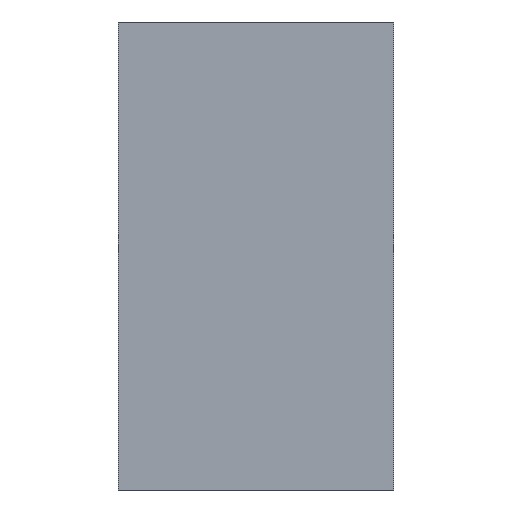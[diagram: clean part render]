
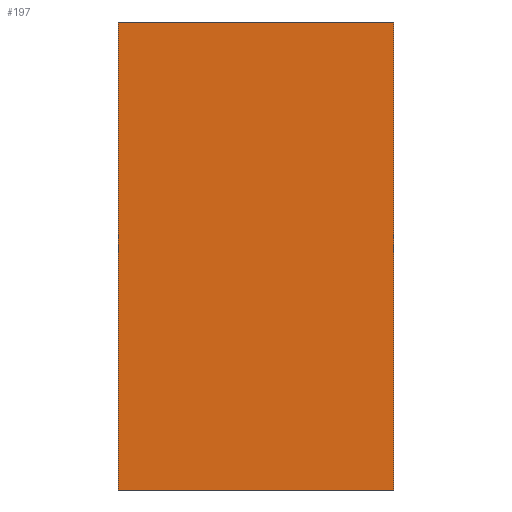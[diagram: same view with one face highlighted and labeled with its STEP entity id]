
A CAD part, front view. The second image highlights one B-rep face of the part: STEP entity #197.
In plain terms, the highlighted planar face has unit normal (0, -1, 0).
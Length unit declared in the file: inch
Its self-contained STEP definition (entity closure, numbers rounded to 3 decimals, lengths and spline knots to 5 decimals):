
#27=FACE_OUTER_BOUND('',#38,.T.);
#38=EDGE_LOOP('',(#156,#157,#158,#159));
#59=LINE('',#303,#83);
#60=LINE('',#306,#84);
#61=LINE('',#308,#85);
#62=LINE('',#309,#86);
#83=VECTOR('',#246,2.125);
#84=VECTOR('',#249,1.25);
#85=VECTOR('',#250,1.25);
#86=VECTOR('',#251,2.125);
#101=VERTEX_POINT('',#297);
#103=VERTEX_POINT('',#301);
#104=VERTEX_POINT('',#305);
#105=VERTEX_POINT('',#307);
#123=EDGE_CURVE('',#101,#103,#59,.T.);
#124=EDGE_CURVE('',#101,#104,#60,.T.);
#125=EDGE_CURVE('',#105,#103,#61,.T.);
#126=EDGE_CURVE('',#104,#105,#62,.T.);
#156=ORIENTED_EDGE('',*,*,#124,.F.);
#157=ORIENTED_EDGE('',*,*,#123,.T.);
#158=ORIENTED_EDGE('',*,*,#125,.F.);
#159=ORIENTED_EDGE('',*,*,#126,.F.);
#186=PLANE('',#210);
#197=ADVANCED_FACE('',(#27),#186,.T.);
#210=AXIS2_PLACEMENT_3D('',#304,#247,#248);
#246=DIRECTION('',(0.,0.,1.));
#247=DIRECTION('center_axis',(0.,-1.,0.));
#248=DIRECTION('ref_axis',(1.,0.,0.));
#249=DIRECTION('',(-1.,0.,0.));
#250=DIRECTION('',(1.,0.,0.));
#251=DIRECTION('',(0.,0.,1.));
#297=CARTESIAN_POINT('',(0.88846,-0.31815,0.));
#301=CARTESIAN_POINT('',(0.88846,-0.31815,2.125));
#303=CARTESIAN_POINT('',(0.88846,-0.31815,0.));
#304=CARTESIAN_POINT('Origin',(-0.36154,-0.31815,0.));
#305=CARTESIAN_POINT('',(-0.36154,-0.31815,0.));
#306=CARTESIAN_POINT('',(0.88846,-0.31815,0.));
#307=CARTESIAN_POINT('',(-0.36154,-0.31815,2.125));
#308=CARTESIAN_POINT('',(0.88846,-0.31815,2.125));
#309=CARTESIAN_POINT('',(-0.36154,-0.31815,0.));
